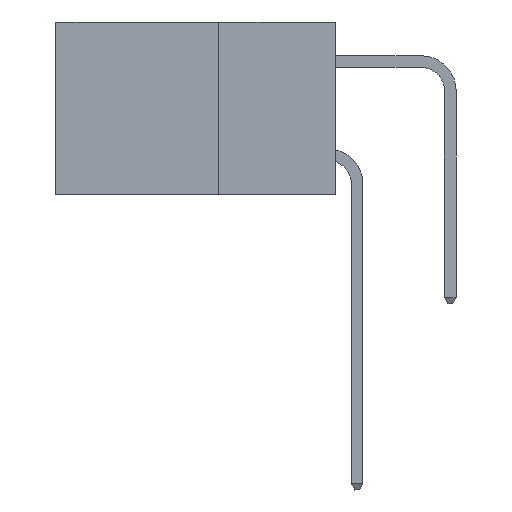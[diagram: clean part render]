
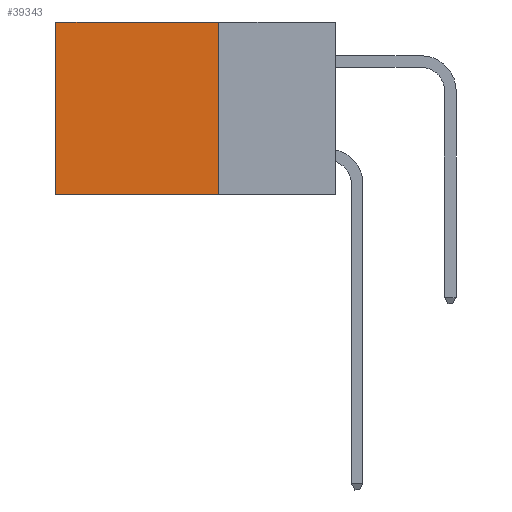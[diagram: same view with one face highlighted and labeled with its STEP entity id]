
A CAD part, left-side view. The second image highlights one B-rep face of the part: STEP entity #39343.
In plain terms, the highlighted planar face has unit normal (-1, 0, 0).
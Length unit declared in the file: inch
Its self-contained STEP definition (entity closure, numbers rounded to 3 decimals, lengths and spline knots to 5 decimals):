
#5601 = LINE ( 'NONE', #6185, #39899 ) ;
#6185 = CARTESIAN_POINT ( 'NONE',  ( 0.2875, 0.6, 0. ) ) ;
#7546 = ORIENTED_EDGE ( 'NONE', *, *, #27573, .F. ) ;
#9388 = DIRECTION ( 'NONE',  ( 0., 0., -1. ) ) ;
#10376 = FACE_OUTER_BOUND ( 'NONE', #33900, .T. ) ;
#11613 = ORIENTED_EDGE ( 'NONE', *, *, #18104, .T. ) ;
#12528 = CARTESIAN_POINT ( 'NONE',  ( 0.2875, 0.25, -0.37 ) ) ;
#12736 = CARTESIAN_POINT ( 'NONE',  ( 0.2875, 0.25, -0.37 ) ) ;
#13246 = CARTESIAN_POINT ( 'NONE',  ( 0.2875, 0.6, -0.37 ) ) ;
#15638 = VECTOR ( 'NONE', #35424, 39.37008 ) ;
#16155 = LINE ( 'NONE', #34699, #15638 ) ;
#16176 = PLANE ( 'NONE',  #26748 ) ;
#18104 = EDGE_CURVE ( 'NONE', #31368, #39057, #16155, .T. ) ;
#19375 = DIRECTION ( 'NONE',  ( 0., 1., 0. ) ) ;
#21251 = CARTESIAN_POINT ( 'NONE',  ( 0.2875, 0.6, 0. ) ) ;
#21699 = LINE ( 'NONE', #43815, #42122 ) ;
#22891 = EDGE_CURVE ( 'NONE', #39057, #26303, #5601, .T. ) ;
#24433 = ORIENTED_EDGE ( 'NONE', *, *, #22891, .T. ) ;
#24983 = VECTOR ( 'NONE', #19375, 39.37008 ) ;
#25533 = ORIENTED_EDGE ( 'NONE', *, *, #26178, .F. ) ;
#26178 = EDGE_CURVE ( 'NONE', #40991, #26303, #42708, .T. ) ;
#26303 = VERTEX_POINT ( 'NONE', #13246 ) ;
#26748 = AXIS2_PLACEMENT_3D ( 'NONE', #40016, #40301, #29799 ) ;
#27573 = EDGE_CURVE ( 'NONE', #31368, #40991, #21699, .T. ) ;
#29799 = DIRECTION ( 'NONE',  ( 0., 0., -1. ) ) ;
#31368 = VERTEX_POINT ( 'NONE', #38307 ) ;
#33900 = EDGE_LOOP ( 'NONE', ( #24433, #25533, #7546, #11613 ) ) ;
#34699 = CARTESIAN_POINT ( 'NONE',  ( 0.2875, 0.25, 0. ) ) ;
#35424 = DIRECTION ( 'NONE',  ( 0., 1., 0. ) ) ;
#38307 = CARTESIAN_POINT ( 'NONE',  ( 0.2875, 0.25, 0. ) ) ;
#39057 = VERTEX_POINT ( 'NONE', #21251 ) ;
#39343 = ADVANCED_FACE ( 'NONE', ( #10376 ), #16176, .F. ) ;
#39899 = VECTOR ( 'NONE', #42197, 39.37008 ) ;
#40016 = CARTESIAN_POINT ( 'NONE',  ( 0.2875, 0.25, 0. ) ) ;
#40301 = DIRECTION ( 'NONE',  ( 1., 0., 0. ) ) ;
#40991 = VERTEX_POINT ( 'NONE', #12736 ) ;
#42122 = VECTOR ( 'NONE', #9388, 39.37008 ) ;
#42197 = DIRECTION ( 'NONE',  ( 0., 0., -1. ) ) ;
#42708 = LINE ( 'NONE', #12528, #24983 ) ;
#43815 = CARTESIAN_POINT ( 'NONE',  ( 0.2875, 0.25, 0. ) ) ;
